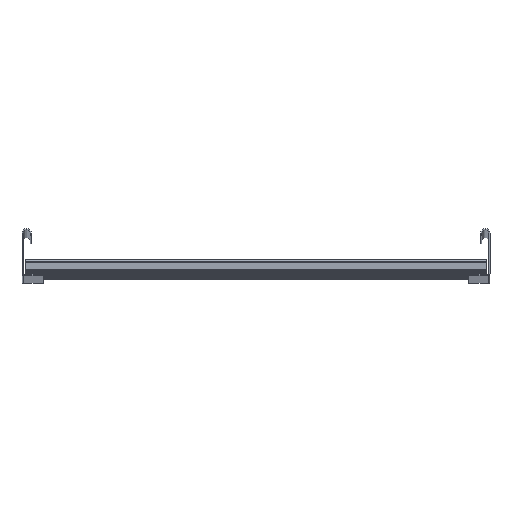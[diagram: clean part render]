
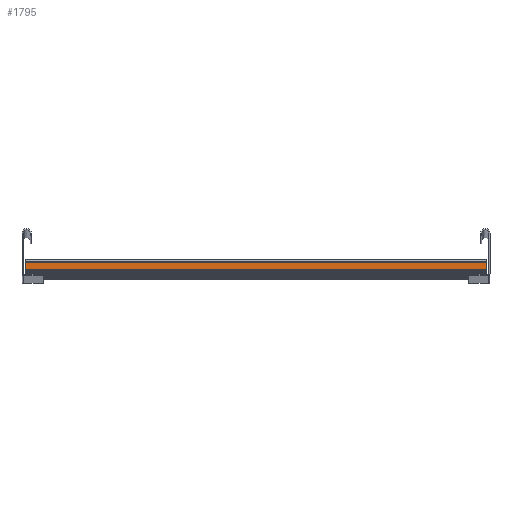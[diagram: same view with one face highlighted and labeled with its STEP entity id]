
A CAD part, top view. The second image highlights one B-rep face of the part: STEP entity #1795.
In plain terms, the highlighted face is planar.
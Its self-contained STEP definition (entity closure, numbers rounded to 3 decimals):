
#56 = PLANE ( 'NONE',  #593 ) ;
#72 = LINE ( 'NONE', #1891, #1198 ) ;
#171 = VECTOR ( 'NONE', #386, 1000. ) ;
#267 = VERTEX_POINT ( 'NONE', #1684 ) ;
#381 = LINE ( 'NONE', #1810, #598 ) ;
#386 = DIRECTION ( 'NONE',  ( 0., 0., 1. ) ) ;
#548 = CARTESIAN_POINT ( 'NONE',  ( -15., 12., -296. ) ) ;
#593 = AXIS2_PLACEMENT_3D ( 'NONE', #1716, #825, #1885 ) ;
#598 = VECTOR ( 'NONE', #1073, 1000. ) ;
#603 = CARTESIAN_POINT ( 'NONE',  ( -15., 12., -296. ) ) ;
#692 = LINE ( 'NONE', #548, #171 ) ;
#825 = DIRECTION ( 'NONE',  ( 1., 0., 0. ) ) ;
#1010 = VECTOR ( 'NONE', #1017, 1000. ) ;
#1017 = DIRECTION ( 'NONE',  ( 0., 0., -1. ) ) ;
#1022 = VERTEX_POINT ( 'NONE', #1363 ) ;
#1033 = CARTESIAN_POINT ( 'NONE',  ( -15., 3., -296. ) ) ;
#1046 = VERTEX_POINT ( 'NONE', #1938 ) ;
#1061 = ORIENTED_EDGE ( 'NONE', *, *, #1135, .F. ) ;
#1073 = DIRECTION ( 'NONE',  ( 0., 1., 0. ) ) ;
#1135 = EDGE_CURVE ( 'NONE', #267, #1022, #1794, .T. ) ;
#1158 = EDGE_CURVE ( 'NONE', #1374, #1046, #692, .T. ) ;
#1198 = VECTOR ( 'NONE', #1286, 1000. ) ;
#1286 = DIRECTION ( 'NONE',  ( 0., -1., 0. ) ) ;
#1363 = CARTESIAN_POINT ( 'NONE',  ( -15., 3., -296. ) ) ;
#1374 = VERTEX_POINT ( 'NONE', #603 ) ;
#1401 = ORIENTED_EDGE ( 'NONE', *, *, #1158, .F. ) ;
#1406 = FACE_OUTER_BOUND ( 'NONE', #1953, .T. ) ;
#1451 = EDGE_CURVE ( 'NONE', #1022, #1374, #381, .T. ) ;
#1684 = CARTESIAN_POINT ( 'NONE',  ( -15., 3., 296. ) ) ;
#1716 = CARTESIAN_POINT ( 'NONE',  ( -15., 3., -296. ) ) ;
#1757 = ORIENTED_EDGE ( 'NONE', *, *, #1451, .F. ) ;
#1778 = ORIENTED_EDGE ( 'NONE', *, *, #1925, .F. ) ;
#1794 = LINE ( 'NONE', #1033, #1010 ) ;
#1795 = ADVANCED_FACE ( 'NONE', ( #1406 ), #56, .F. ) ;
#1810 = CARTESIAN_POINT ( 'NONE',  ( -15., 13.5, -296. ) ) ;
#1885 = DIRECTION ( 'NONE',  ( 0., 0., -1. ) ) ;
#1891 = CARTESIAN_POINT ( 'NONE',  ( -15., 1.5, 296. ) ) ;
#1925 = EDGE_CURVE ( 'NONE', #1046, #267, #72, .T. ) ;
#1938 = CARTESIAN_POINT ( 'NONE',  ( -15., 12., 296. ) ) ;
#1953 = EDGE_LOOP ( 'NONE', ( #1401, #1757, #1061, #1778 ) ) ;
